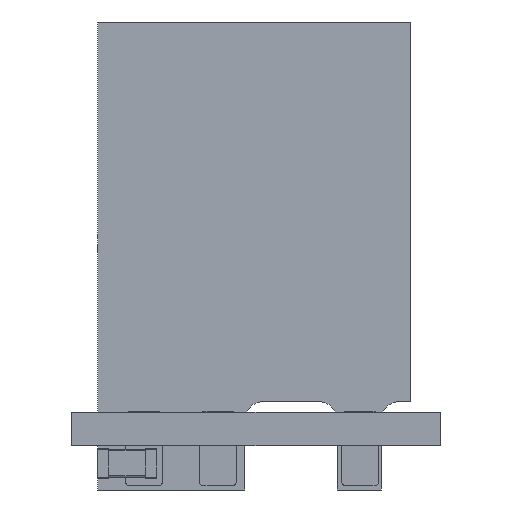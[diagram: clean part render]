
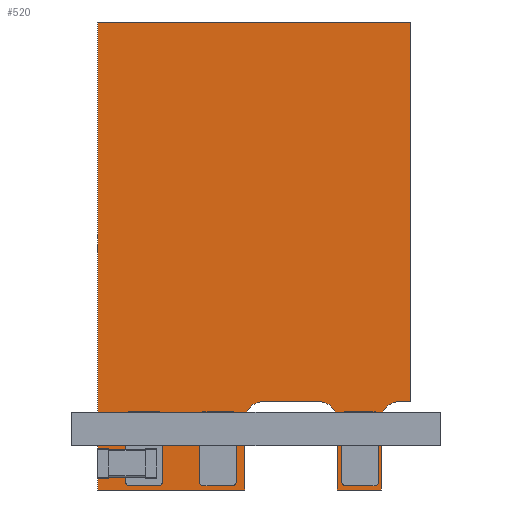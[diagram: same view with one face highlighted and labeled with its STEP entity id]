
A CAD part, front view. The second image highlights one B-rep face of the part: STEP entity #520.
In plain terms, the highlighted face is planar.
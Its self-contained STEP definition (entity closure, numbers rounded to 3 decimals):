
#97 = VERTEX_POINT('',#98);
#98 = CARTESIAN_POINT('',(8.5,2.4,1.));
#104 = EDGE_CURVE('',#97,#105,#107,.T.);
#105 = VERTEX_POINT('',#106);
#106 = CARTESIAN_POINT('',(8.2,2.4,1.));
#107 = LINE('',#108,#109);
#108 = CARTESIAN_POINT('',(8.5,2.4,1.));
#109 = VECTOR('',#110,1.);
#110 = DIRECTION('',(-1.,0.,0.));
#137 = VERTEX_POINT('',#138);
#138 = CARTESIAN_POINT('',(8.5,12.7,1.));
#144 = EDGE_CURVE('',#137,#97,#145,.T.);
#145 = LINE('',#146,#147);
#146 = CARTESIAN_POINT('',(8.5,12.7,1.));
#147 = VECTOR('',#148,1.);
#148 = DIRECTION('',(0.,-1.,0.));
#166 = EDGE_CURVE('',#137,#167,#169,.T.);
#167 = VERTEX_POINT('',#168);
#168 = CARTESIAN_POINT('',(0.,12.7,1.));
#169 = LINE('',#170,#171);
#170 = CARTESIAN_POINT('',(8.5,12.7,1.));
#171 = VECTOR('',#172,1.);
#172 = DIRECTION('',(-1.,0.,0.));
#197 = EDGE_CURVE('',#167,#198,#200,.T.);
#198 = VERTEX_POINT('',#199);
#199 = CARTESIAN_POINT('',(0.,0.,1.));
#200 = LINE('',#201,#202);
#201 = CARTESIAN_POINT('',(0.,12.7,1.));
#202 = VECTOR('',#203,1.);
#203 = DIRECTION('',(0.,-1.,0.));
#230 = VERTEX_POINT('',#231);
#231 = CARTESIAN_POINT('',(4.,0.,1.));
#237 = EDGE_CURVE('',#230,#198,#238,.T.);
#238 = LINE('',#239,#240);
#239 = CARTESIAN_POINT('',(4.,0.,1.));
#240 = VECTOR('',#241,1.);
#241 = DIRECTION('',(-1.,0.,0.));
#261 = VERTEX_POINT('',#262);
#262 = CARTESIAN_POINT('',(4.,1.9,1.));
#268 = EDGE_CURVE('',#261,#230,#269,.T.);
#269 = LINE('',#270,#271);
#270 = CARTESIAN_POINT('',(4.,1.9,1.));
#271 = VECTOR('',#272,1.);
#272 = DIRECTION('',(0.,-1.,0.));
#299 = EDGE_CURVE('',#300,#261,#302,.T.);
#300 = VERTEX_POINT('',#301);
#301 = CARTESIAN_POINT('',(4.5,2.4,1.));
#302 = CIRCLE('',#303,0.5);
#303 = AXIS2_PLACEMENT_3D('',#304,#305,#306);
#304 = CARTESIAN_POINT('',(4.5,1.9,1.));
#305 = DIRECTION('',(0.,0.,1.));
#306 = DIRECTION('',(1.,0.,-0.));
#325 = VERTEX_POINT('',#326);
#326 = CARTESIAN_POINT('',(6.,2.4,1.));
#332 = EDGE_CURVE('',#325,#300,#333,.T.);
#333 = LINE('',#334,#335);
#334 = CARTESIAN_POINT('',(6.,2.4,1.));
#335 = VECTOR('',#336,1.);
#336 = DIRECTION('',(-1.,0.,0.));
#363 = EDGE_CURVE('',#364,#325,#366,.T.);
#364 = VERTEX_POINT('',#365);
#365 = CARTESIAN_POINT('',(6.5,1.9,1.));
#366 = CIRCLE('',#367,0.5);
#367 = AXIS2_PLACEMENT_3D('',#368,#369,#370);
#368 = CARTESIAN_POINT('',(6.,1.9,1.));
#369 = DIRECTION('',(0.,0.,1.));
#370 = DIRECTION('',(1.,0.,-0.));
#389 = VERTEX_POINT('',#390);
#390 = CARTESIAN_POINT('',(6.5,0.,1.));
#396 = EDGE_CURVE('',#389,#364,#397,.T.);
#397 = LINE('',#398,#399);
#398 = CARTESIAN_POINT('',(6.5,0.,1.));
#399 = VECTOR('',#400,1.);
#400 = DIRECTION('',(0.,1.,0.));
#420 = VERTEX_POINT('',#421);
#421 = CARTESIAN_POINT('',(7.7,0.,1.));
#427 = EDGE_CURVE('',#420,#389,#428,.T.);
#428 = LINE('',#429,#430);
#429 = CARTESIAN_POINT('',(7.7,0.,1.));
#430 = VECTOR('',#431,1.);
#431 = DIRECTION('',(-1.,0.,0.));
#451 = VERTEX_POINT('',#452);
#452 = CARTESIAN_POINT('',(7.7,1.9,1.));
#458 = EDGE_CURVE('',#451,#420,#459,.T.);
#459 = LINE('',#460,#461);
#460 = CARTESIAN_POINT('',(7.7,1.9,1.));
#461 = VECTOR('',#462,1.);
#462 = DIRECTION('',(0.,-1.,0.));
#487 = EDGE_CURVE('',#105,#451,#488,.T.);
#488 = CIRCLE('',#489,0.5);
#489 = AXIS2_PLACEMENT_3D('',#490,#491,#492);
#490 = CARTESIAN_POINT('',(8.2,1.9,1.));
#491 = DIRECTION('',(0.,0.,1.));
#492 = DIRECTION('',(1.,0.,-0.));
#520 = ADVANCED_FACE('',(#521),#536,.T.);
#521 = FACE_BOUND('',#522,.T.);
#522 = EDGE_LOOP('',(#523,#524,#525,#526,#527,#528,#529,#530,#531,#532,
    #533,#534,#535));
#523 = ORIENTED_EDGE('',*,*,#104,.F.);
#524 = ORIENTED_EDGE('',*,*,#144,.F.);
#525 = ORIENTED_EDGE('',*,*,#166,.T.);
#526 = ORIENTED_EDGE('',*,*,#197,.T.);
#527 = ORIENTED_EDGE('',*,*,#237,.F.);
#528 = ORIENTED_EDGE('',*,*,#268,.F.);
#529 = ORIENTED_EDGE('',*,*,#299,.F.);
#530 = ORIENTED_EDGE('',*,*,#332,.F.);
#531 = ORIENTED_EDGE('',*,*,#363,.F.);
#532 = ORIENTED_EDGE('',*,*,#396,.F.);
#533 = ORIENTED_EDGE('',*,*,#427,.F.);
#534 = ORIENTED_EDGE('',*,*,#458,.F.);
#535 = ORIENTED_EDGE('',*,*,#487,.F.);
#536 = PLANE('',#537);
#537 = AXIS2_PLACEMENT_3D('',#538,#539,#540);
#538 = CARTESIAN_POINT('',(4.286,6.044,1.));
#539 = DIRECTION('',(0.,0.,1.));
#540 = DIRECTION('',(1.,0.,-0.));
